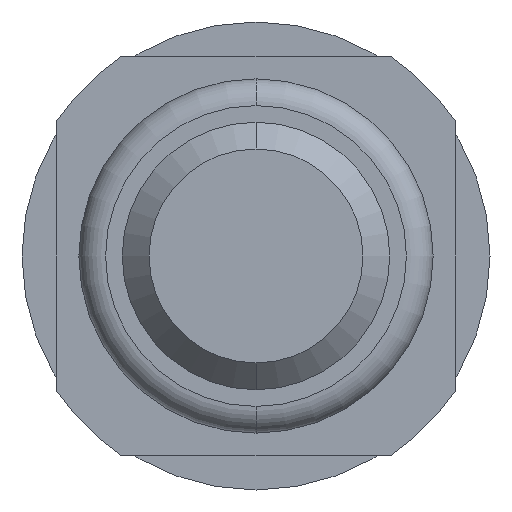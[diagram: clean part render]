
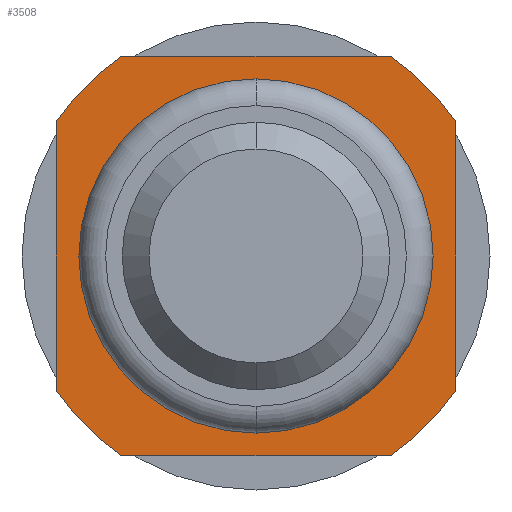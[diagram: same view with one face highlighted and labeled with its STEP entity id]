
A CAD part, front view. The second image highlights one B-rep face of the part: STEP entity #3508.
In plain terms, the highlighted planar face has unit normal (0, -1, 0).
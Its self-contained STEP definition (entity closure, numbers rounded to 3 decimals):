
#8 = CARTESIAN_POINT ( 'NONE',  ( 1.002, -2., 1.495 ) ) ;
#25 = CARTESIAN_POINT ( 'NONE',  ( 1.495, -2., 1.002 ) ) ;
#121 = DIRECTION ( 'NONE',  ( 0., 0., 1. ) ) ;
#179 = CIRCLE ( 'NONE', #1157, 1.8 ) ;
#224 = DIRECTION ( 'NONE',  ( 0., 0., 1. ) ) ;
#241 = CARTESIAN_POINT ( 'NONE',  ( 1.8, -2., -1.495 ) ) ;
#260 = FACE_OUTER_BOUND ( 'NONE', #3542, .T. ) ;
#274 = DIRECTION ( 'NONE',  ( 0., 1., 0. ) ) ;
#278 = CARTESIAN_POINT ( 'NONE',  ( -1.495, -2., 0. ) ) ;
#315 = CIRCLE ( 'NONE', #1788, 1.325 ) ;
#316 = ORIENTED_EDGE ( 'NONE', *, *, #2537, .T. ) ;
#329 = VERTEX_POINT ( 'NONE', #8 ) ;
#353 = CIRCLE ( 'NONE', #2714, 1.325 ) ;
#500 = EDGE_CURVE ( 'NONE', #3349, #3327, #315, .T. ) ;
#508 = DIRECTION ( 'NONE',  ( 0., 0., 1. ) ) ;
#563 = CARTESIAN_POINT ( 'NONE',  ( 1.8, -2., 1.495 ) ) ;
#650 = DIRECTION ( 'NONE',  ( 0., 1., 0. ) ) ;
#661 = CARTESIAN_POINT ( 'NONE',  ( 0., -2., -1.325 ) ) ;
#677 = DIRECTION ( 'NONE',  ( 0., 0., 1. ) ) ;
#679 = ORIENTED_EDGE ( 'NONE', *, *, #2005, .F. ) ;
#726 = AXIS2_PLACEMENT_3D ( 'NONE', #3647, #794, #508 ) ;
#794 = DIRECTION ( 'NONE',  ( 0., 1., 0. ) ) ;
#804 = CIRCLE ( 'NONE', #1517, 1.8 ) ;
#857 = DIRECTION ( 'NONE',  ( 1., 0., 0. ) ) ;
#897 = VECTOR ( 'NONE', #1965, 1000. ) ;
#977 = CARTESIAN_POINT ( 'NONE',  ( 0., -2., 0. ) ) ;
#1009 = CARTESIAN_POINT ( 'NONE',  ( -1.002, -2., -1.495 ) ) ;
#1029 = VECTOR ( 'NONE', #2493, 1000. ) ;
#1047 = AXIS2_PLACEMENT_3D ( 'NONE', #1063, #1650, #224 ) ;
#1054 = VERTEX_POINT ( 'NONE', #25 ) ;
#1063 = CARTESIAN_POINT ( 'NONE',  ( 0., -2., 0. ) ) ;
#1064 = CARTESIAN_POINT ( 'NONE',  ( 1.495, -2., 0. ) ) ;
#1099 = EDGE_CURVE ( 'NONE', #2759, #1980, #2477, .T. ) ;
#1157 = AXIS2_PLACEMENT_3D ( 'NONE', #977, #650, #2628 ) ;
#1238 = CARTESIAN_POINT ( 'NONE',  ( 0., -2., 1.325 ) ) ;
#1263 = ORIENTED_EDGE ( 'NONE', *, *, #500, .T. ) ;
#1357 = DIRECTION ( 'NONE',  ( 0., 1., 0. ) ) ;
#1514 = LINE ( 'NONE', #278, #3394 ) ;
#1517 = AXIS2_PLACEMENT_3D ( 'NONE', #1690, #274, #2521 ) ;
#1536 = DIRECTION ( 'NONE',  ( 0., 1., 0. ) ) ;
#1650 = DIRECTION ( 'NONE',  ( 0., 1., 0. ) ) ;
#1662 = EDGE_CURVE ( 'NONE', #2059, #2112, #179, .T. ) ;
#1690 = CARTESIAN_POINT ( 'NONE',  ( 0., -2., 0. ) ) ;
#1699 = ORIENTED_EDGE ( 'NONE', *, *, #1099, .F. ) ;
#1739 = EDGE_CURVE ( 'NONE', #1980, #1916, #1514, .T. ) ;
#1788 = AXIS2_PLACEMENT_3D ( 'NONE', #3239, #1828, #121 ) ;
#1828 = DIRECTION ( 'NONE',  ( 0., 1., 0. ) ) ;
#1865 = ORIENTED_EDGE ( 'NONE', *, *, #3277, .F. ) ;
#1890 = CARTESIAN_POINT ( 'NONE',  ( 1.002, -2., -1.495 ) ) ;
#1916 = VERTEX_POINT ( 'NONE', #2910 ) ;
#1922 = CARTESIAN_POINT ( 'NONE',  ( 0., -2., 0. ) ) ;
#1965 = DIRECTION ( 'NONE',  ( 0., 0., -1. ) ) ;
#1980 = VERTEX_POINT ( 'NONE', #2717 ) ;
#2005 = EDGE_CURVE ( 'NONE', #1916, #2285, #2188, .T. ) ;
#2059 = VERTEX_POINT ( 'NONE', #3343 ) ;
#2081 = CARTESIAN_POINT ( 'NONE',  ( 0., -2., 0. ) ) ;
#2112 = VERTEX_POINT ( 'NONE', #1890 ) ;
#2188 = CIRCLE ( 'NONE', #1047, 1.8 ) ;
#2190 = PLANE ( 'NONE',  #726 ) ;
#2285 = VERTEX_POINT ( 'NONE', #2472 ) ;
#2472 = CARTESIAN_POINT ( 'NONE',  ( -1.002, -2., 1.495 ) ) ;
#2477 = CIRCLE ( 'NONE', #3558, 1.8 ) ;
#2486 = EDGE_CURVE ( 'NONE', #1054, #2059, #3429, .T. ) ;
#2493 = DIRECTION ( 'NONE',  ( -1., 0., 0. ) ) ;
#2507 = EDGE_LOOP ( 'NONE', ( #1263, #316 ) ) ;
#2521 = DIRECTION ( 'NONE',  ( 0., 0., 1. ) ) ;
#2537 = EDGE_CURVE ( 'NONE', #3327, #3349, #353, .T. ) ;
#2548 = ORIENTED_EDGE ( 'NONE', *, *, #1662, .F. ) ;
#2628 = DIRECTION ( 'NONE',  ( 0., 0., 1. ) ) ;
#2714 = AXIS2_PLACEMENT_3D ( 'NONE', #1922, #1357, #2753 ) ;
#2717 = CARTESIAN_POINT ( 'NONE',  ( -1.495, -2., -1.002 ) ) ;
#2753 = DIRECTION ( 'NONE',  ( 0., 0., 1. ) ) ;
#2759 = VERTEX_POINT ( 'NONE', #1009 ) ;
#2824 = ORIENTED_EDGE ( 'NONE', *, *, #2922, .F. ) ;
#2910 = CARTESIAN_POINT ( 'NONE',  ( -1.495, -2., 1.002 ) ) ;
#2922 = EDGE_CURVE ( 'NONE', #2285, #329, #3244, .T. ) ;
#3035 = ORIENTED_EDGE ( 'NONE', *, *, #3308, .F. ) ;
#3090 = FACE_BOUND ( 'NONE', #2507, .T. ) ;
#3111 = DIRECTION ( 'NONE',  ( 0., 0., 1. ) ) ;
#3221 = ORIENTED_EDGE ( 'NONE', *, *, #2486, .F. ) ;
#3239 = CARTESIAN_POINT ( 'NONE',  ( 0., -2., 0. ) ) ;
#3244 = LINE ( 'NONE', #563, #3622 ) ;
#3277 = EDGE_CURVE ( 'NONE', #329, #1054, #804, .T. ) ;
#3308 = EDGE_CURVE ( 'NONE', #2112, #2759, #3386, .T. ) ;
#3327 = VERTEX_POINT ( 'NONE', #661 ) ;
#3343 = CARTESIAN_POINT ( 'NONE',  ( 1.495, -2., -1.002 ) ) ;
#3349 = VERTEX_POINT ( 'NONE', #1238 ) ;
#3386 = LINE ( 'NONE', #241, #1029 ) ;
#3394 = VECTOR ( 'NONE', #3111, 1000. ) ;
#3429 = LINE ( 'NONE', #1064, #897 ) ;
#3444 = ORIENTED_EDGE ( 'NONE', *, *, #1739, .F. ) ;
#3508 = ADVANCED_FACE ( 'NONE', ( #3090, #260 ), #2190, .F. ) ;
#3542 = EDGE_LOOP ( 'NONE', ( #3221, #1865, #2824, #679, #3444, #1699, #3035, #2548 ) ) ;
#3558 = AXIS2_PLACEMENT_3D ( 'NONE', #2081, #1536, #677 ) ;
#3622 = VECTOR ( 'NONE', #857, 1000. ) ;
#3647 = CARTESIAN_POINT ( 'NONE',  ( 1.8, -2., 0. ) ) ;
